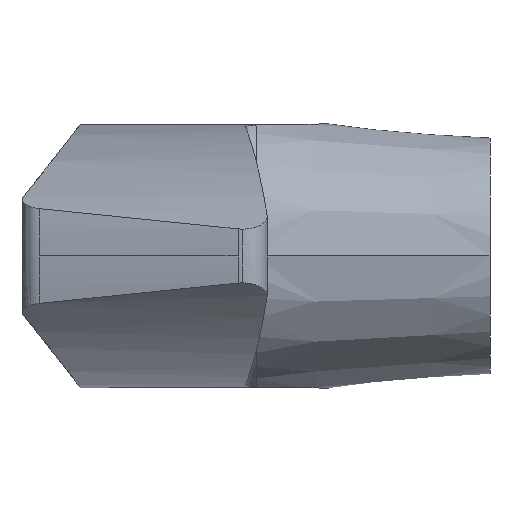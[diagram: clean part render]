
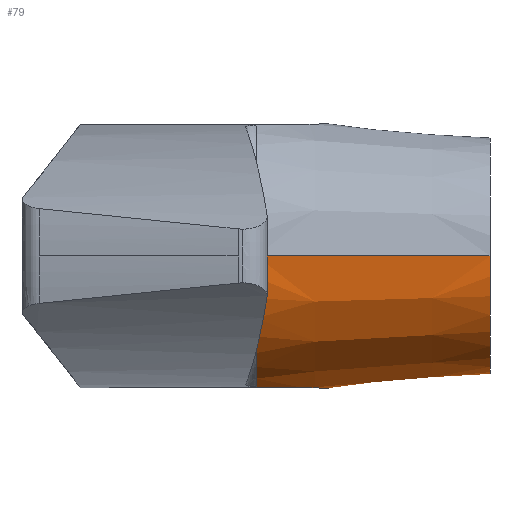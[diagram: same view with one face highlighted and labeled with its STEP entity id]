
A CAD part, left-side view. The second image highlights one B-rep face of the part: STEP entity #79.
In plain terms, the highlighted conical face has half-angle 5 degrees and reference radius 13.581 mm.
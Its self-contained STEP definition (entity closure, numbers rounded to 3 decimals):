
#79 = ADVANCED_FACE( '', ( #114 ), #115, .T. );
#114 = FACE_OUTER_BOUND( '', #175, .T. );
#115 = CONICAL_SURFACE( '', #176, 13.581, 0.087 );
#175 = EDGE_LOOP( '', ( #258, #259, #260, #261, #262, #263 ) );
#176 = AXIS2_PLACEMENT_3D( '', #264, #265, #266 );
#258 = ORIENTED_EDGE( '', *, *, #491, .F. );
#259 = ORIENTED_EDGE( '', *, *, #492, .T. );
#260 = ORIENTED_EDGE( '', *, *, #493, .F. );
#261 = ORIENTED_EDGE( '', *, *, #494, .F. );
#262 = ORIENTED_EDGE( '', *, *, #495, .T. );
#263 = ORIENTED_EDGE( '', *, *, #496, .F. );
#264 = CARTESIAN_POINT( '', ( 0., 12.361, 0. ) );
#265 = DIRECTION( '', ( 0., 1., 0. ) );
#266 = DIRECTION( '', ( 1., 0., 0. ) );
#491 = EDGE_CURVE( '', #585, #586, #587, .T. );
#492 = EDGE_CURVE( '', #585, #588, #589, .T. );
#493 = EDGE_CURVE( '', #590, #588, #591, .T. );
#494 = EDGE_CURVE( '', #592, #590, #593, .T. );
#495 = EDGE_CURVE( '', #592, #594, #595, .T. );
#496 = EDGE_CURVE( '', #586, #594, #596, .T. );
#585 = VERTEX_POINT( '', #784 );
#586 = VERTEX_POINT( '', #785 );
#587 = LINE( '', #786, #787 );
#588 = VERTEX_POINT( '', #788 );
#589 = CIRCLE( '', #789, 12.5 );
#590 = VERTEX_POINT( '', #790 );
#591 = LINE( '', #791, #792 );
#592 = VERTEX_POINT( '', #793 );
#593 = CIRCLE( '', #794, 14.663 );
#594 = VERTEX_POINT( '', #795 );
#595 = B_SPLINE_CURVE_WITH_KNOTS( '', 3, ( #796, #797, #798, #799, #800, #801, #802, #803, #804, #805, #806, #807, #808, #809, #810, #811, #812, #813, #814, #815, #816, #817, #818, #819, #820, #821, #822, #823, #824, #825, #826, #827, #828, #829 ), .UNSPECIFIED., .F., .F., ( 4, 2, 2, 2, 2, 2, 2, 2, 2, 2, 2, 2, 2, 2, 2, 2, 4 ), ( 1.023, 1.936, 3.872, 5.807, 6.775, 7.743, 8.81, 9.344, 9.877, 10.411, 10.945, 12.012, 12.98, 13.948, 15.883, 17.819, 18.732 ), .UNSPECIFIED. );
#596 = CIRCLE( '', #830, 14.663 );
#784 = CARTESIAN_POINT( '', ( 12.5, 0., 0. ) );
#785 = CARTESIAN_POINT( '', ( 14.663, 24.722, 0. ) );
#786 = CARTESIAN_POINT( '', ( 13.581, 12.361, 0. ) );
#787 = VECTOR( '', #1259, 1. );
#788 = CARTESIAN_POINT( '', ( -12.5, 0., 0. ) );
#789 = AXIS2_PLACEMENT_3D( '', #1260, #1261, #1262 );
#790 = CARTESIAN_POINT( '', ( -14.663, 24.722, 0. ) );
#791 = CARTESIAN_POINT( '', ( -13.581, 12.361, 0. ) );
#792 = VECTOR( '', #1263, 1. );
#793 = CARTESIAN_POINT( '', ( -4.715, 24.722, -13.884 ) );
#794 = AXIS2_PLACEMENT_3D( '', #1264, #1265, #1266 );
#795 = CARTESIAN_POINT( '', ( 4.715, 24.722, -13.884 ) );
#796 = CARTESIAN_POINT( '', ( -4.715, 24.722, -13.884 ) );
#797 = CARTESIAN_POINT( '', ( -4.619, 24.419, -13.889 ) );
#798 = CARTESIAN_POINT( '', ( -4.518, 24.113, -13.894 ) );
#799 = CARTESIAN_POINT( '', ( -4.193, 23.151, -13.909 ) );
#800 = CARTESIAN_POINT( '', ( -3.954, 22.489, -13.919 ) );
#801 = CARTESIAN_POINT( '', ( -3.435, 21.188, -13.939 ) );
#802 = CARTESIAN_POINT( '', ( -3.156, 20.55, -13.949 ) );
#803 = CARTESIAN_POINT( '', ( -2.691, 19.643, -13.962 ) );
#804 = CARTESIAN_POINT( '', ( -2.529, 19.35, -13.967 ) );
#805 = CARTESIAN_POINT( '', ( -2.182, 18.787, -13.975 ) );
#806 = CARTESIAN_POINT( '', ( -1.998, 18.517, -13.979 ) );
#807 = CARTESIAN_POINT( '', ( -1.573, 17.989, -13.987 ) );
#808 = CARTESIAN_POINT( '', ( -1.304, 17.705, -13.992 ) );
#809 = CARTESIAN_POINT( '', ( -0.848, 17.388, -13.996 ) );
#810 = CARTESIAN_POINT( '', ( -0.687, 17.3, -13.998 ) );
#811 = CARTESIAN_POINT( '', ( -0.352, 17.179, -14. ) );
#812 = CARTESIAN_POINT( '', ( -0.178, 17.145, -14. ) );
#813 = CARTESIAN_POINT( '', ( 0.178, 17.145, -14. ) );
#814 = CARTESIAN_POINT( '', ( 0.352, 17.179, -14. ) );
#815 = CARTESIAN_POINT( '', ( 0.687, 17.3, -13.998 ) );
#816 = CARTESIAN_POINT( '', ( 0.848, 17.388, -13.996 ) );
#817 = CARTESIAN_POINT( '', ( 1.304, 17.705, -13.992 ) );
#818 = CARTESIAN_POINT( '', ( 1.573, 17.989, -13.987 ) );
#819 = CARTESIAN_POINT( '', ( 1.998, 18.517, -13.979 ) );
#820 = CARTESIAN_POINT( '', ( 2.182, 18.787, -13.975 ) );
#821 = CARTESIAN_POINT( '', ( 2.529, 19.35, -13.967 ) );
#822 = CARTESIAN_POINT( '', ( 2.691, 19.643, -13.962 ) );
#823 = CARTESIAN_POINT( '', ( 3.156, 20.55, -13.949 ) );
#824 = CARTESIAN_POINT( '', ( 3.435, 21.188, -13.939 ) );
#825 = CARTESIAN_POINT( '', ( 3.954, 22.489, -13.919 ) );
#826 = CARTESIAN_POINT( '', ( 4.193, 23.151, -13.909 ) );
#827 = CARTESIAN_POINT( '', ( 4.518, 24.113, -13.894 ) );
#828 = CARTESIAN_POINT( '', ( 4.619, 24.419, -13.889 ) );
#829 = CARTESIAN_POINT( '', ( 4.715, 24.722, -13.884 ) );
#830 = AXIS2_PLACEMENT_3D( '', #1267, #1268, #1269 );
#1259 = DIRECTION( '', ( 0.087, 0.996, 0. ) );
#1260 = CARTESIAN_POINT( '', ( 0., 0., 0. ) );
#1261 = DIRECTION( '', ( 0., 1., 0. ) );
#1262 = DIRECTION( '', ( 1., 0., 0. ) );
#1263 = DIRECTION( '', ( 0.087, -0.996, 0. ) );
#1264 = CARTESIAN_POINT( '', ( 0., 24.722, 0. ) );
#1265 = DIRECTION( '', ( 0., 1., 0. ) );
#1266 = DIRECTION( '', ( 1., 0., 0. ) );
#1267 = CARTESIAN_POINT( '', ( 0., 24.722, 0. ) );
#1268 = DIRECTION( '', ( 0., 1., 0. ) );
#1269 = DIRECTION( '', ( 1., 0., 0. ) );
